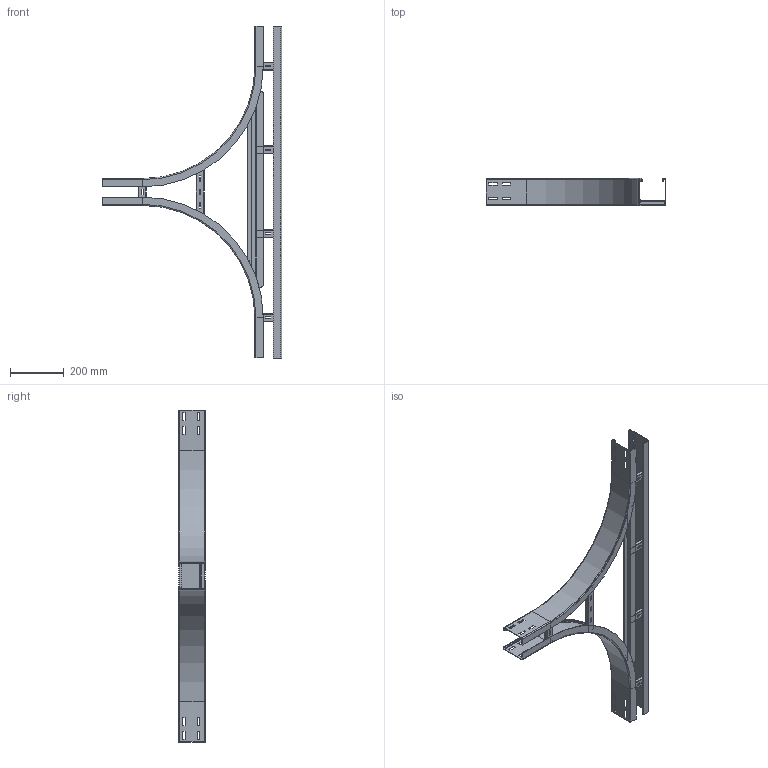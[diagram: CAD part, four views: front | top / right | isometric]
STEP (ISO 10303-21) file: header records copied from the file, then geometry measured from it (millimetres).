
FILE_DESCRIPTION(/* description */ (''),/* implementation_level */ '2;1');
FILE_NAME(/* name */ 'TDC100H100N.stp',/* time_stamp */ '2020-05-19T09:33:08+02:00',/* author */ ('NB06DT_User'),/* organization */ (''),/* preprocessor_version */ 'ST-DEVELOPER v18.1',/* originating_system */ 'Autodesk Inventor 2021',/* authorisation */ '');
FILE_SCHEMA (('AUTOMOTIVE_DESIGN { 1 0 10303 214 3 1 1 }'));
Length unit declared in the file: millimetre
Products named in the file (6): TDC100H45N; LDC...H45N wewnętrzny; LDC...H45N wewnętrzny_1; szczebel 30x15x390; szczebel 30x15x190; szczebel trójnika drabinki 100
Assembly tree (10 placements, depth 2):
  TDC100H45N
    LDC...H45N wewnętrzny  x2
    LDC...H45N wewnętrzny_1
    szczebel 30x15x390  x5
    szczebel 30x15x190
    szczebel trójnika drabinki 100
Bounding box: 670 x 100 x 1240 mm (x, y, z)
Volume: 1014201.6 mm3; surface area: 1122764.4 mm2
Topology: 10 solids, 10 shells, 544 faces, 1244 edges, 720 vertices
Faces by surface type: plane 426, cylinder 102, torus 12, bspline 4
Full cylindrical faces by diameter (mm): 3 x4
Entity records: 8433 total; most frequent: CARTESIAN_POINT 1506, DIRECTION 1378, ORIENTED_EDGE 1356, EDGE_CURVE 678, LINE 562, VECTOR 562, AXIS2_PLACEMENT_3D 408, VERTEX_POINT 400
